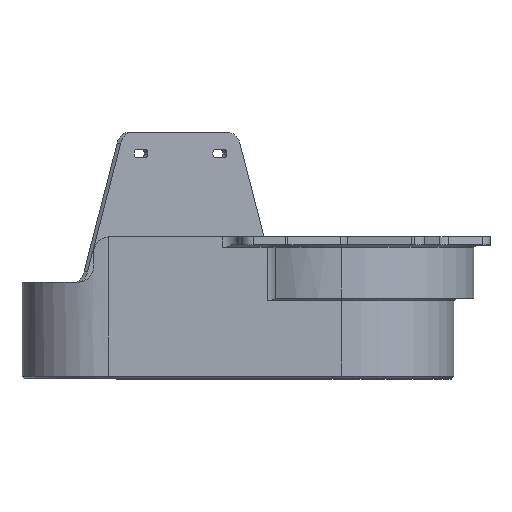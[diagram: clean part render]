
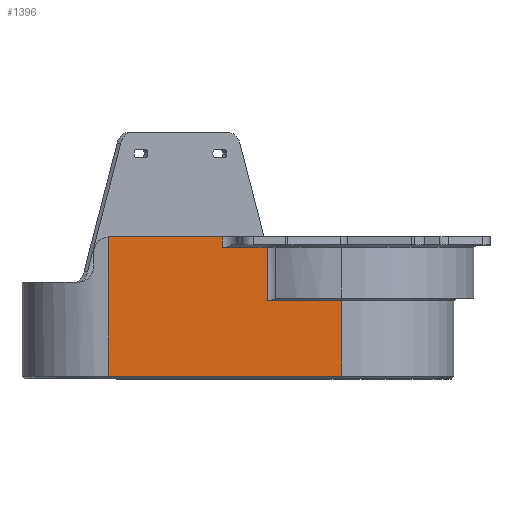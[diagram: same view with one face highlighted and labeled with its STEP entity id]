
A CAD part, top view. The second image highlights one B-rep face of the part: STEP entity #1396.
In plain terms, the highlighted planar face has unit normal (0, 0, 1).
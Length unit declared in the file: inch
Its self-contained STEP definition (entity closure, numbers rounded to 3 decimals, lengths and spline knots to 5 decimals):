
#6 = CARTESIAN_POINT ( 'NONE',  ( -5.25, 2.20286, 0.11811 ) ) ;
#90 = VERTEX_POINT ( 'NONE', #2923 ) ;
#181 = EDGE_CURVE ( 'NONE', #5750, #2687, #1878, .T. ) ;
#222 = DIRECTION ( 'NONE',  ( 1., 0., 0. ) ) ;
#299 = VECTOR ( 'NONE', #1281, 39.37008 ) ;
#672 = EDGE_LOOP ( 'NONE', ( #1398, #3774, #6092, #5033, #865, #2114, #2577, #4364, #2078 ) ) ;
#865 = ORIENTED_EDGE ( 'NONE', *, *, #5273, .T. ) ;
#941 = CARTESIAN_POINT ( 'NONE',  ( -5.24292, 2.20345, 0.11811 ) ) ;
#1048 = CARTESIAN_POINT ( 'NONE',  ( -1.625, 0.04, 0.11811 ) ) ;
#1214 = CARTESIAN_POINT ( 'NONE',  ( -2.78403, 0.07874, 0.11811 ) ) ;
#1281 = DIRECTION ( 'NONE',  ( 0., 1., 0. ) ) ;
#1319 =( BOUNDED_CURVE ( )  B_SPLINE_CURVE ( 3, ( #2876, #4977, #941, #1949 ),
 .UNSPECIFIED., .F., .F. ) 
 B_SPLINE_CURVE_WITH_KNOTS ( ( 4, 4 ),
 ( 1.5708, 1.65478 ),
 .UNSPECIFIED. ) 
 CURVE ( )  GEOMETRIC_REPRESENTATION_ITEM ( )  RATIONAL_B_SPLINE_CURVE ( ( 1., 0.999, 0.999, 1. ) ) 
 REPRESENTATION_ITEM ( '' )  );
#1396 = ADVANCED_FACE ( 'NONE', ( #5710 ), #3351, .F. ) ;
#1398 = ORIENTED_EDGE ( 'NONE', *, *, #2136, .T. ) ;
#1594 = CARTESIAN_POINT ( 'NONE',  ( -3.47202, 2.03874, 0.11811 ) ) ;
#1616 = CARTESIAN_POINT ( 'NONE',  ( -5.25, 0.07874, 0.11811 ) ) ;
#1625 = DIRECTION ( 'NONE',  ( -1., 0., 0. ) ) ;
#1676 = EDGE_CURVE ( 'NONE', #3344, #5750, #4096, .T. ) ;
#1740 = CARTESIAN_POINT ( 'NONE',  ( -1.625, 0.07874, 0.11811 ) ) ;
#1773 = CARTESIAN_POINT ( 'NONE',  ( -5.25, 0.04, 0.11811 ) ) ;
#1844 = VECTOR ( 'NONE', #4693, 39.37008 ) ;
#1878 = LINE ( 'NONE', #2387, #1844 ) ;
#1949 = CARTESIAN_POINT ( 'NONE',  ( -5.25, 2.20286, 0.11811 ) ) ;
#2078 = ORIENTED_EDGE ( 'NONE', *, *, #4851, .T. ) ;
#2114 = ORIENTED_EDGE ( 'NONE', *, *, #6431, .T. ) ;
#2136 = EDGE_CURVE ( 'NONE', #6388, #3344, #5247, .T. ) ;
#2187 = VERTEX_POINT ( 'NONE', #2228 ) ;
#2208 = DIRECTION ( 'NONE',  ( 0., -1., 0. ) ) ;
#2220 = LINE ( 'NONE', #1773, #4954 ) ;
#2228 = CARTESIAN_POINT ( 'NONE',  ( -1.625, 1.21, 0.11811 ) ) ;
#2384 = CARTESIAN_POINT ( 'NONE',  ( -3.47202, 2.20374, 0.11811 ) ) ;
#2387 = CARTESIAN_POINT ( 'NONE',  ( -3.47202, 2.20374, 0.11811 ) ) ;
#2496 = EDGE_CURVE ( 'NONE', #4769, #6328, #2220, .T. ) ;
#2577 = ORIENTED_EDGE ( 'NONE', *, *, #2496, .T. ) ;
#2670 = LINE ( 'NONE', #6282, #3363 ) ;
#2673 = VECTOR ( 'NONE', #1625, 39.37008 ) ;
#2687 = VERTEX_POINT ( 'NONE', #2384 ) ;
#2876 = CARTESIAN_POINT ( 'NONE',  ( -5.22872, 2.20374, 0.11811 ) ) ;
#2923 = CARTESIAN_POINT ( 'NONE',  ( -5.22872, 2.20374, 0.11811 ) ) ;
#2964 = LINE ( 'NONE', #4970, #6026 ) ;
#3238 = DIRECTION ( 'NONE',  ( -1., 0., 0. ) ) ;
#3250 = CARTESIAN_POINT ( 'NONE',  ( -2.78403, 2.03874, 0.11811 ) ) ;
#3344 = VERTEX_POINT ( 'NONE', #3250 ) ;
#3351 = PLANE ( 'NONE',  #4556 ) ;
#3363 = VECTOR ( 'NONE', #3238, 39.37008 ) ;
#3434 = EDGE_CURVE ( 'NONE', #90, #2687, #2964, .T. ) ;
#3602 = CARTESIAN_POINT ( 'NONE',  ( -2.78403, 1.21, 0.11811 ) ) ;
#3774 = ORIENTED_EDGE ( 'NONE', *, *, #1676, .T. ) ;
#3775 = VECTOR ( 'NONE', #2208, 39.37008 ) ;
#4096 = LINE ( 'NONE', #1594, #2673 ) ;
#4106 = VECTOR ( 'NONE', #4117, 39.37008 ) ;
#4117 = DIRECTION ( 'NONE',  ( 0., -1., 0. ) ) ;
#4364 = ORIENTED_EDGE ( 'NONE', *, *, #4872, .F. ) ;
#4556 = AXIS2_PLACEMENT_3D ( 'NONE', #4795, #5739, #5347 ) ;
#4693 = DIRECTION ( 'NONE',  ( 0., 1., 0. ) ) ;
#4769 = VERTEX_POINT ( 'NONE', #5132 ) ;
#4795 = CARTESIAN_POINT ( 'NONE',  ( -5.25, 0.07874, 0.11811 ) ) ;
#4851 = EDGE_CURVE ( 'NONE', #2187, #6388, #2670, .T. ) ;
#4872 = EDGE_CURVE ( 'NONE', #2187, #6328, #5266, .T. ) ;
#4928 = CARTESIAN_POINT ( 'NONE',  ( -3.47202, 2.03874, 0.11811 ) ) ;
#4954 = VECTOR ( 'NONE', #222, 39.37008 ) ;
#4970 = CARTESIAN_POINT ( 'NONE',  ( -5.25, 2.20374, 0.11811 ) ) ;
#4977 = CARTESIAN_POINT ( 'NONE',  ( -5.23582, 2.20374, 0.11811 ) ) ;
#5033 = ORIENTED_EDGE ( 'NONE', *, *, #3434, .F. ) ;
#5132 = CARTESIAN_POINT ( 'NONE',  ( -5.25, 0.04, 0.11811 ) ) ;
#5246 = LINE ( 'NONE', #1616, #4106 ) ;
#5247 = LINE ( 'NONE', #1214, #299 ) ;
#5266 = LINE ( 'NONE', #1740, #3775 ) ;
#5273 = EDGE_CURVE ( 'NONE', #90, #5883, #1319, .T. ) ;
#5347 = DIRECTION ( 'NONE',  ( -1., 0., 0. ) ) ;
#5710 = FACE_OUTER_BOUND ( 'NONE', #672, .T. ) ;
#5739 = DIRECTION ( 'NONE',  ( 0., 0., -1. ) ) ;
#5750 = VERTEX_POINT ( 'NONE', #4928 ) ;
#5883 = VERTEX_POINT ( 'NONE', #6 ) ;
#5946 = DIRECTION ( 'NONE',  ( 1., 0., 0. ) ) ;
#6026 = VECTOR ( 'NONE', #5946, 39.37008 ) ;
#6092 = ORIENTED_EDGE ( 'NONE', *, *, #181, .T. ) ;
#6282 = CARTESIAN_POINT ( 'NONE',  ( -2.78403, 1.21, 0.11811 ) ) ;
#6328 = VERTEX_POINT ( 'NONE', #1048 ) ;
#6388 = VERTEX_POINT ( 'NONE', #3602 ) ;
#6431 = EDGE_CURVE ( 'NONE', #5883, #4769, #5246, .T. ) ;
